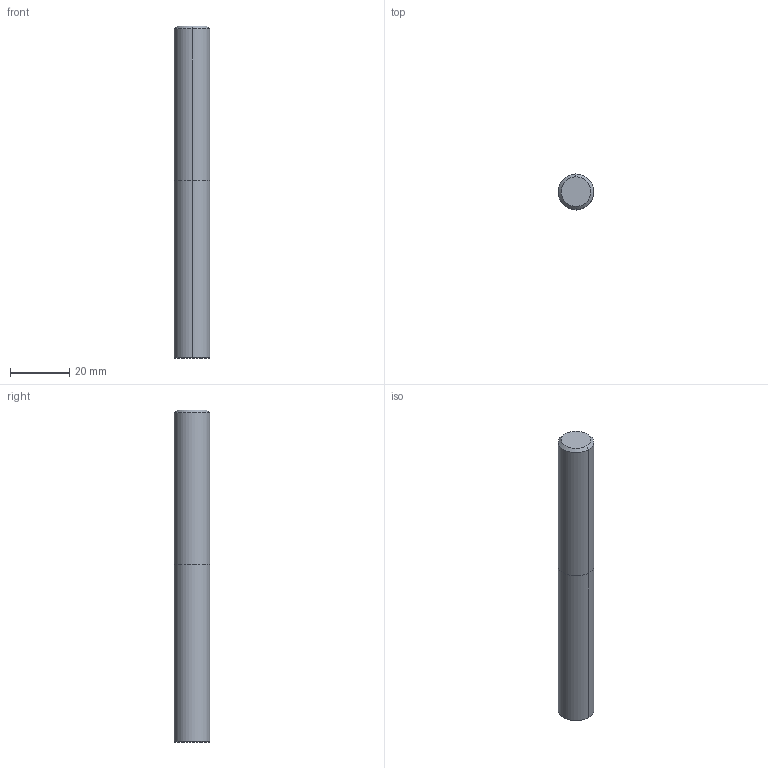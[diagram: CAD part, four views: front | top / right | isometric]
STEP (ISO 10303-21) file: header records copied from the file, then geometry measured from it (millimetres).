
FILE_DESCRIPTION(('STEP AP214'),'1');
FILE_NAME('607548348-000-00-E43.stp','2021-04-29T13:08:32',(' '),(' '),'Spatial InterOp 3D',' ',' ');
FILE_SCHEMA(('AUTOMOTIVE_DESIGN { 1 0 10303 214 1 1 1 1 }'));
Length unit declared in the file: millimetre
Products named in the file (1): 1
Bounding box: 12 x 12 x 112 mm (x, y, z)
Volume: 12648 mm3; surface area: 4645.9 mm2
Topology: 2 solids, 2 shells, 12 faces, 32 edges, 25 vertices
Faces by surface type: cylinder 4, cone 4, plane 4
Entity records: 505 total; most frequent: DIRECTION 76, CARTESIAN_POINT 62, ORIENTED_EDGE 40, AXIS2_PLACEMENT_3D 30, LINE 20, VECTOR 20, EDGE_CURVE 20, STYLED_ITEM 15
